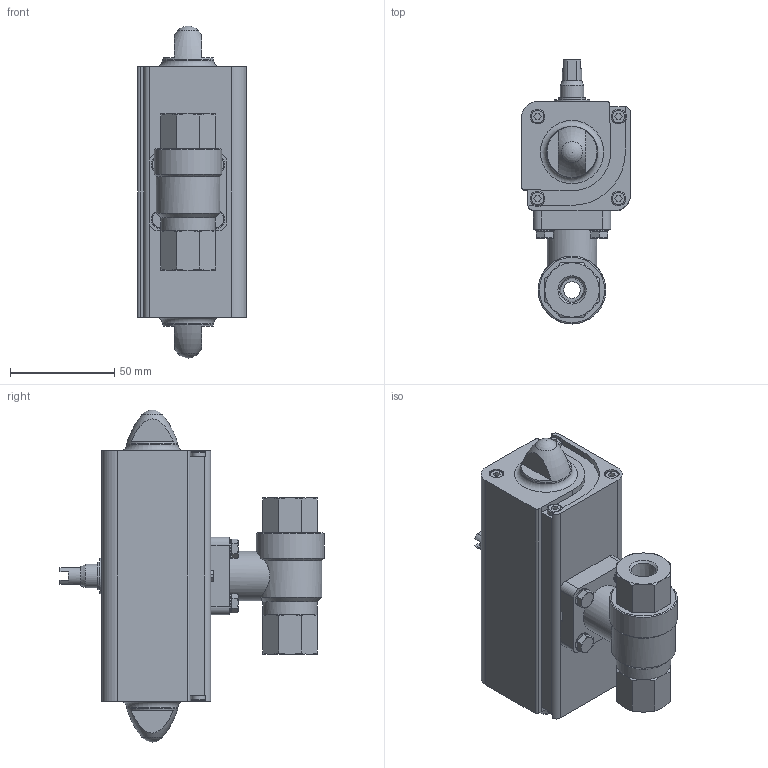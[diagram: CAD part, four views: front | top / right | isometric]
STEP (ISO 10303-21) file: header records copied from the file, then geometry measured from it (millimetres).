
FILE_DESCRIPTION(/* description */ ('STEP AP214'),/* implementation_level */ '2;1');
FILE_NAME(/* name */ '540510_VZPR-BPD-22-R14',/* time_stamp */ '2024-09-18T03:34:42+02:00',/* author */ ('License CC BY-ND 4.0'),/* organization */ ('CADENAS'),/* preprocessor_version */ 'ST-DEVELOPER v19.3',/* originating_system */ 'PARTsolutions',/* authorisation */ ' ');
FILE_SCHEMA (('AUTOMOTIVE_DESIGN {1 0 10303 214 3 1 1}'));
Length unit declared in the file: millimetre
Products named in the file (7): 540510 VZPR-BPD-22-R14; 533417 DAPS-0015-090-R-F03---(1); 533417 DAPS-0015-090-R-F03---(2); 534302 VAPB-1/4-F-40-F03---(18 V); 8082117 DARQ-R-A-S11-S9-11; 690066 S 5 A2; Hexagon bolt DIN 933 - M5x16
Assembly tree (12 placements, depth 2):
  540510 VZPR-BPD-22-R14
    533417 DAPS-0015-090-R-F03---(1)
    533417 DAPS-0015-090-R-F03---(2)
    534302 VAPB-1/4-F-40-F03---(18 V)
    8082117 DARQ-R-A-S11-S9-11
    690066 S 5 A2  x4
    Hexagon bolt DIN 933 - M5x16  x4
Bounding box: 52.2 x 126.45 x 159 mm (x, y, z)
Volume: 383426.6 mm3; surface area: 60779.5 mm2
Topology: 12 solids, 12 shells, 487 faces, 1203 edges, 762 vertices
Faces by surface type: plane 263, cone 103, cylinder 101, torus 18, sphere 2
Full cylindrical faces by diameter (mm): 3.242 x1, 4.134 x12, 4.917 x1, 5 x4, 5.3 x4, 6.88 x4, 7 x8, 8 x1, 8.566 x2, 9 x4, 11.2 x1, 13 x1, 17 x2, 22 x2, 23.6 x1, 26 x1, 32.5 x1
Entity records: 12000 total; most frequent: CARTESIAN_POINT 2328, DIRECTION 1954, ORIENTED_EDGE 1824, EDGE_CURVE 912, AXIS2_PLACEMENT_3D 704, VERTEX_POINT 647, FACE_BOUND 569, EDGE_LOOP 553
